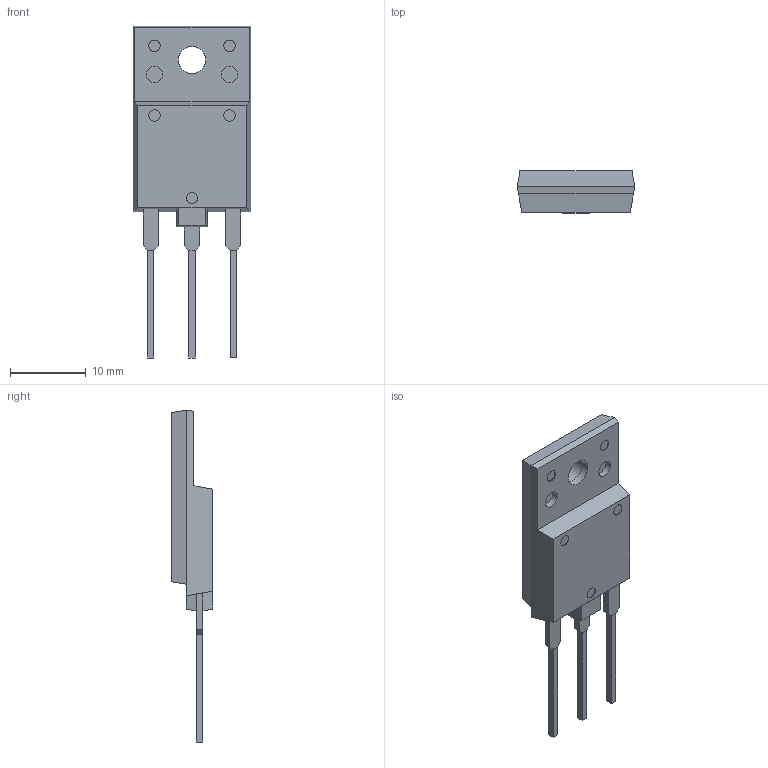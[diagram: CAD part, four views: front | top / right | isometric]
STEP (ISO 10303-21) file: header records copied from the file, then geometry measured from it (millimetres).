
FILE_DESCRIPTION((''),'2;1');
FILE_NAME('FAIRCHILD_TO-3PF_v.stp','2012-09-25T17:24:57',(''),(''),'Mechanical Desktop 2011','Mechanical Desktop 2011',', , ');
FILE_SCHEMA(('AUTOMOTIVE_DESIGN { 1 2 10303 214 1 1 1 1 }'));
Length unit declared in the file: millimetre
Products named in the file (1): Product
Bounding box: 15.5 x 5.5 x 43.8 mm (x, y, z)
Volume: 1620.8 mm3; surface area: 2094.7 mm2
Topology: 9 solids, 9 shells, 108 faces, 230 edges, 152 vertices
Faces by surface type: plane 80, cylinder 28
Entity records: 2950 total; most frequent: DIRECTION 504, CARTESIAN_POINT 491, ORIENTED_EDGE 460, EDGE_CURVE 230, VECTOR 174, LINE 174, AXIS2_PLACEMENT_3D 165, VERTEX_POINT 152
